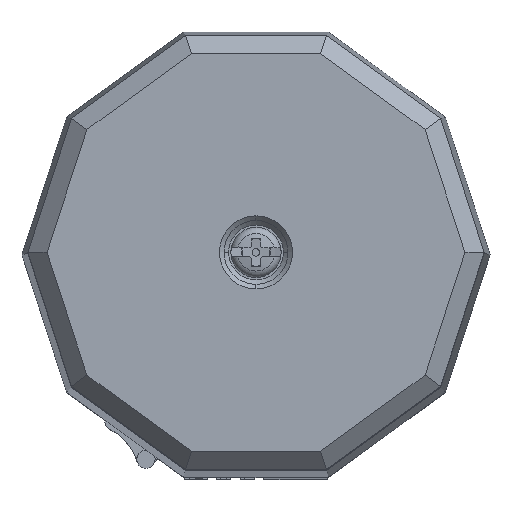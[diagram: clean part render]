
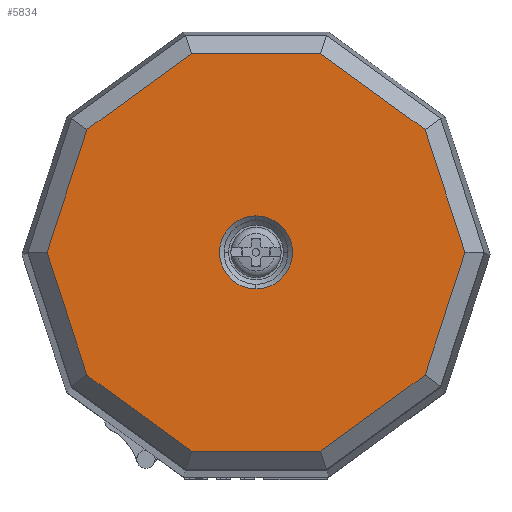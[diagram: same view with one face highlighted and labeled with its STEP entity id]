
A CAD part, top view. The second image highlights one B-rep face of the part: STEP entity #5834.
In plain terms, the highlighted planar face has unit normal (0, 0, 1).
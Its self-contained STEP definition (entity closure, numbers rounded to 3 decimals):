
#5066=CARTESIAN_POINT('',(0.,-4.,175.));
#5067=VERTEX_POINT('',#5066);
#5076=CARTESIAN_POINT('',(0.,4.,175.));
#5077=VERTEX_POINT('',#5076);
#5078=CARTESIAN_POINT('',(0.,0.,175.));
#5079=DIRECTION('',(0.0,0.0,1.0));
#5080=DIRECTION('',(0.0,-1.0,0.0));
#5081=AXIS2_PLACEMENT_3D('',#5078,#5079,#5080);
#5082=CIRCLE('',#5081,4.0);
#5083=EDGE_CURVE('',#5067,#5077,#5082,.T.);
#5572=CARTESIAN_POINT('',(-7.067,-21.75,175.));
#5573=VERTEX_POINT('',#5572);
#5574=CARTESIAN_POINT('',(-18.502,-13.442,175.));
#5575=VERTEX_POINT('',#5574);
#5576=CARTESIAN_POINT('',(-7.067,-21.75,175.));
#5577=DIRECTION('',(-0.809,0.588,0.0));
#5578=VECTOR('',#5577,14.134);
#5579=LINE('',#5576,#5578);
#5580=EDGE_CURVE('',#5573,#5575,#5579,.T.);
#5603=CARTESIAN_POINT('',(-22.869,0.,175.));
#5604=VERTEX_POINT('',#5603);
#5605=CARTESIAN_POINT('',(-18.502,-13.442,175.));
#5606=DIRECTION('',(-0.309,0.951,0.0));
#5607=VECTOR('',#5606,14.134);
#5608=LINE('',#5605,#5607);
#5609=EDGE_CURVE('',#5575,#5604,#5608,.T.);
#5627=CARTESIAN_POINT('',(-18.502,13.442,175.));
#5628=VERTEX_POINT('',#5627);
#5629=CARTESIAN_POINT('',(-22.869,0.,175.));
#5630=DIRECTION('',(0.309,0.951,0.0));
#5631=VECTOR('',#5630,14.134);
#5632=LINE('',#5629,#5631);
#5633=EDGE_CURVE('',#5604,#5628,#5632,.T.);
#5651=CARTESIAN_POINT('',(-7.067,21.75,175.));
#5652=VERTEX_POINT('',#5651);
#5653=CARTESIAN_POINT('',(-18.502,13.442,175.));
#5654=DIRECTION('',(0.809,0.588,0.0));
#5655=VECTOR('',#5654,14.134);
#5656=LINE('',#5653,#5655);
#5657=EDGE_CURVE('',#5628,#5652,#5656,.T.);
#5675=CARTESIAN_POINT('',(7.067,21.75,175.));
#5676=VERTEX_POINT('',#5675);
#5677=CARTESIAN_POINT('',(-7.067,21.75,175.));
#5678=DIRECTION('',(1.0,0.0,0.0));
#5679=VECTOR('',#5678,14.134);
#5680=LINE('',#5677,#5679);
#5681=EDGE_CURVE('',#5652,#5676,#5680,.T.);
#5699=CARTESIAN_POINT('',(18.502,13.442,175.));
#5700=VERTEX_POINT('',#5699);
#5701=CARTESIAN_POINT('',(7.067,21.75,175.));
#5702=DIRECTION('',(0.809,-0.588,0.0));
#5703=VECTOR('',#5702,14.134);
#5704=LINE('',#5701,#5703);
#5705=EDGE_CURVE('',#5676,#5700,#5704,.T.);
#5723=CARTESIAN_POINT('',(22.869,0.,175.));
#5724=VERTEX_POINT('',#5723);
#5725=CARTESIAN_POINT('',(18.502,13.442,175.));
#5726=DIRECTION('',(0.309,-0.951,0.0));
#5727=VECTOR('',#5726,14.134);
#5728=LINE('',#5725,#5727);
#5729=EDGE_CURVE('',#5700,#5724,#5728,.T.);
#5747=CARTESIAN_POINT('',(18.502,-13.442,175.));
#5748=VERTEX_POINT('',#5747);
#5749=CARTESIAN_POINT('',(22.869,0.,175.));
#5750=DIRECTION('',(-0.309,-0.951,0.0));
#5751=VECTOR('',#5750,14.134);
#5752=LINE('',#5749,#5751);
#5753=EDGE_CURVE('',#5724,#5748,#5752,.T.);
#5771=CARTESIAN_POINT('',(7.067,-21.75,175.));
#5772=VERTEX_POINT('',#5771);
#5773=CARTESIAN_POINT('',(18.502,-13.442,175.));
#5774=DIRECTION('',(-0.809,-0.588,0.0));
#5775=VECTOR('',#5774,14.134);
#5776=LINE('',#5773,#5775);
#5777=EDGE_CURVE('',#5748,#5772,#5776,.T.);
#5795=CARTESIAN_POINT('',(7.067,-21.75,175.));
#5796=DIRECTION('',(-1.0,0.0,0.0));
#5797=VECTOR('',#5796,14.134);
#5798=LINE('',#5795,#5797);
#5799=EDGE_CURVE('',#5772,#5573,#5798,.T.);
#5807=CARTESIAN_POINT('',(-25.156,-23.925,175.));
#5808=DIRECTION('',(0.0,0.0,1.0));
#5809=DIRECTION('',(1.0,0.0,0.0));
#5810=AXIS2_PLACEMENT_3D('',#5807,#5808,#5809);
#5811=PLANE('',#5810);
#5812=ORIENTED_EDGE('',*,*,#5580,.F.);
#5813=ORIENTED_EDGE('',*,*,#5799,.F.);
#5814=ORIENTED_EDGE('',*,*,#5777,.F.);
#5815=ORIENTED_EDGE('',*,*,#5753,.F.);
#5816=ORIENTED_EDGE('',*,*,#5729,.F.);
#5817=ORIENTED_EDGE('',*,*,#5705,.F.);
#5818=ORIENTED_EDGE('',*,*,#5681,.F.);
#5819=ORIENTED_EDGE('',*,*,#5657,.F.);
#5820=ORIENTED_EDGE('',*,*,#5633,.F.);
#5821=ORIENTED_EDGE('',*,*,#5609,.F.);
#5822=EDGE_LOOP('',(#5812,#5813,#5814,#5815,#5816,#5817,#5818,#5819,#5820,#5821));
#5823=FACE_OUTER_BOUND('',#5822,.T.);
#5824=CARTESIAN_POINT('',(0.,0.,175.));
#5825=DIRECTION('',(0.0,0.0,1.0));
#5826=DIRECTION('',(0.0,-1.0,0.0));
#5827=AXIS2_PLACEMENT_3D('',#5824,#5825,#5826);
#5828=CIRCLE('',#5827,4.0);
#5829=EDGE_CURVE('',#5077,#5067,#5828,.T.);
#5830=ORIENTED_EDGE('',*,*,#5829,.F.);
#5831=ORIENTED_EDGE('',*,*,#5083,.F.);
#5832=EDGE_LOOP('',(#5830,#5831));
#5833=FACE_BOUND('',#5832,.T.);
#5834=ADVANCED_FACE('',(#5823,#5833),#5811,.T.);
